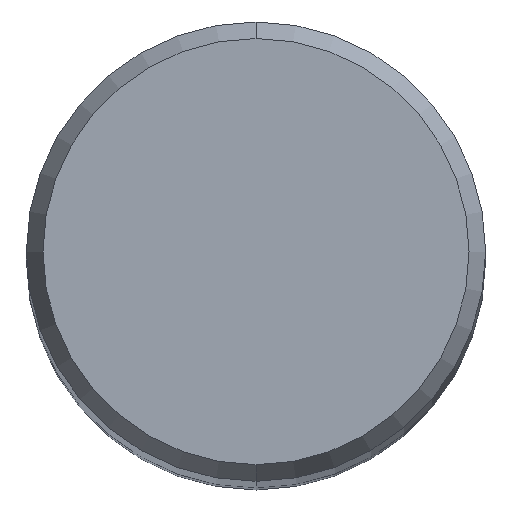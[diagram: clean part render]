
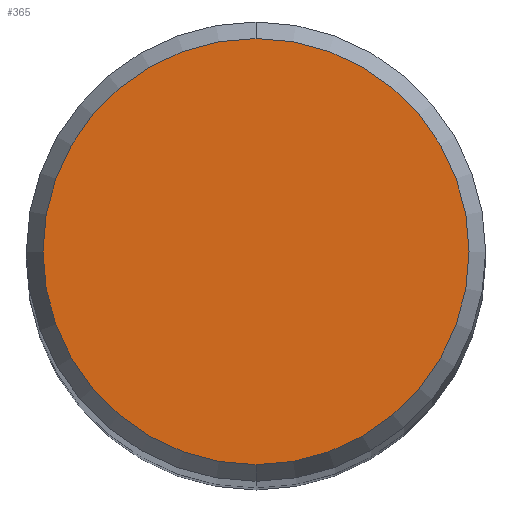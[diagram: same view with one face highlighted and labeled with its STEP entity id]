
A CAD part, top view. The second image highlights one B-rep face of the part: STEP entity #365.
In plain terms, the highlighted planar face has unit normal (0, 0, 1).
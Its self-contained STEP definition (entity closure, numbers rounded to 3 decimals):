
#217=VERTEX_POINT('',#486);
#243=EDGE_CURVE('',#217,#255,#516,.T.);
#255=VERTEX_POINT('',#528);
#279=EDGE_CURVE('',#255,#217,#554,.T.);
#365=ADVANCED_FACE('',(#652),#653,.T.);
#486=CARTESIAN_POINT('',(0.,-2.946,0.0));
#516=CIRCLE('',#934,2.946);
#528=CARTESIAN_POINT('',(0.0,2.946,0.0));
#554=CIRCLE('',#997,2.946);
#652=FACE_OUTER_BOUND('',#1196,.T.);
#653=PLANE('',#1197);
#934=AXIS2_PLACEMENT_3D('',#1348,#1349,#1350);
#997=AXIS2_PLACEMENT_3D('',#1372,#1373,#1374);
#1196=EDGE_LOOP('',(#1527,#1528));
#1197=AXIS2_PLACEMENT_3D('',#1529,#1530,#1531);
#1348=CARTESIAN_POINT('',(0.0,0.0,0.0));
#1349=DIRECTION('',(0.0,0.0,-1.0));
#1350=DIRECTION('',(0.0,1.0,0.0));
#1372=CARTESIAN_POINT('',(0.0,0.0,0.0));
#1373=DIRECTION('',(0.0,0.0,-1.0));
#1374=DIRECTION('',(0.0,1.0,0.0));
#1527=ORIENTED_EDGE('',*,*,#279,.F.);
#1528=ORIENTED_EDGE('',*,*,#243,.F.);
#1529=CARTESIAN_POINT('',(0.0,1.473,0.0));
#1530=DIRECTION('',(-0.0,0.0,1.0));
#1531=DIRECTION('',(0.0,-1.0,0.0));
